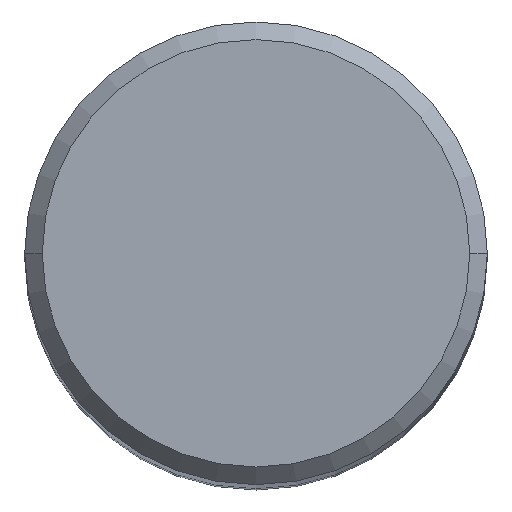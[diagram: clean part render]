
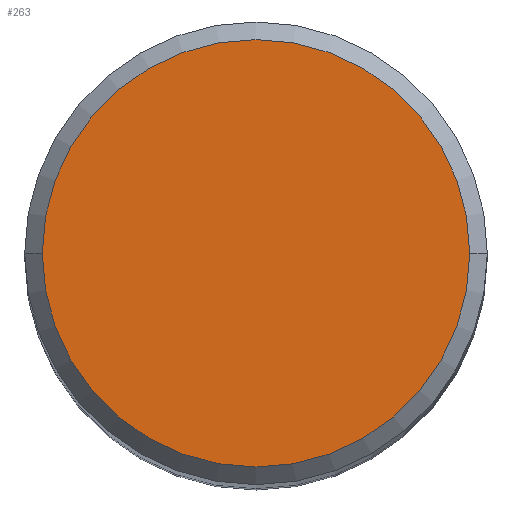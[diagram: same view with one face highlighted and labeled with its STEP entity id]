
A CAD part, top view. The second image highlights one B-rep face of the part: STEP entity #263.
In plain terms, the highlighted planar face has unit normal (0, 0, 1).
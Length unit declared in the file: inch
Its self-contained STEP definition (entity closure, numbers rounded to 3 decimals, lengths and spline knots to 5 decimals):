
#36 = EDGE_LOOP ( 'NONE', ( #244, #221 ) ) ;
#41 = DIRECTION ( 'NONE',  ( 1., 0., 0. ) ) ;
#56 = AXIS2_PLACEMENT_3D ( 'NONE', #289, #257, #119 ) ;
#69 = CARTESIAN_POINT ( 'NONE',  ( 0., 0., 2.83465 ) ) ;
#111 = DIRECTION ( 'NONE',  ( 0., 0., 1. ) ) ;
#119 = DIRECTION ( 'NONE',  ( 1., 0., 0. ) ) ;
#136 = EDGE_CURVE ( 'NONE', #179, #321, #211, .T. ) ;
#138 = AXIS2_PLACEMENT_3D ( 'NONE', #69, #275, #41 ) ;
#173 = CIRCLE ( 'NONE', #56, 0.18185 ) ;
#178 = AXIS2_PLACEMENT_3D ( 'NONE', #284, #111, #212 ) ;
#179 = VERTEX_POINT ( 'NONE', #215 ) ;
#182 = PLANE ( 'NONE',  #138 ) ;
#211 = CIRCLE ( 'NONE', #178, 0.18185 ) ;
#212 = DIRECTION ( 'NONE',  ( 1., 0., 0. ) ) ;
#215 = CARTESIAN_POINT ( 'NONE',  ( 0.18185, 0., 2.83465 ) ) ;
#221 = ORIENTED_EDGE ( 'NONE', *, *, #136, .T. ) ;
#233 = CARTESIAN_POINT ( 'NONE',  ( -0.18185, 0., 2.83465 ) ) ;
#244 = ORIENTED_EDGE ( 'NONE', *, *, #300, .T. ) ;
#257 = DIRECTION ( 'NONE',  ( 0., 0., 1. ) ) ;
#263 = ADVANCED_FACE ( 'NONE', ( #297 ), #182, .T. ) ;
#275 = DIRECTION ( 'NONE',  ( 0., 0., 1. ) ) ;
#284 = CARTESIAN_POINT ( 'NONE',  ( 0., 0., 2.83465 ) ) ;
#289 = CARTESIAN_POINT ( 'NONE',  ( 0., 0., 2.83465 ) ) ;
#297 = FACE_OUTER_BOUND ( 'NONE', #36, .T. ) ;
#300 = EDGE_CURVE ( 'NONE', #321, #179, #173, .T. ) ;
#321 = VERTEX_POINT ( 'NONE', #233 ) ;
